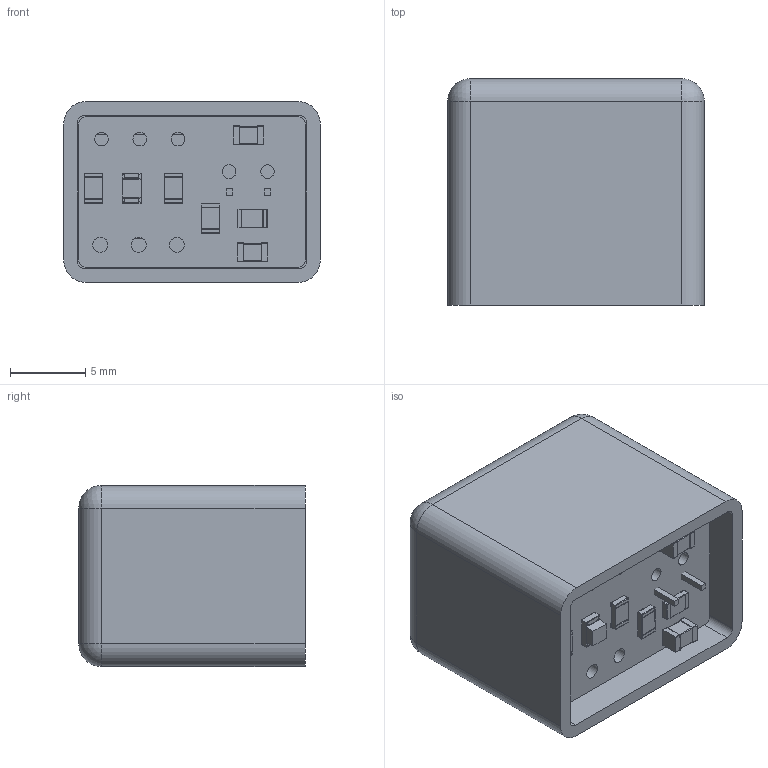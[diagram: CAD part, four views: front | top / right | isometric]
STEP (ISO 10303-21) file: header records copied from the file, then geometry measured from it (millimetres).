
FILE_DESCRIPTION(/* description */ (''),/* implementation_level */ '2;1');
FILE_NAME(/* name */ 'proxima_sensor_model.stp',/* time_stamp */ '2021-08-02T18:45:24+02:00',/* author */ ('ermoz'),/* organization */ (''),/* preprocessor_version */ 'ST-DEVELOPER v18.1',/* originating_system */ 'Autodesk Inventor 2021',/* authorisation */ '');
FILE_SCHEMA (('AUTOMOTIVE_DESIGN { 1 0 10303 214 3 1 1 }'));
Length unit declared in the file: millimetre
Products named in the file (18): proxima_sensor_model; proxima_case; proxima_kicadproxima_sensor_board; proxima_kicadCP_EIA-3216-10_Kemet-I; proxima_kicadSOLID_1; proxima_kicadSOIC-8_3.9x4.9mm_P1.27mm; proxima_kicadSOLID_2; proxima_kicadVishay_MOLD-3Pin; proxima_kicadSOLID_3; proxima_kicadR_0805_2012Metric; proxima_kicadSOLID_4; proxima_kicadLED_0805_2012Metric; proxima_kicadSOLID_5; proxima_kicadLED_D5.0mm_IRGrey; proxima_kicadSOLID_6; proxima_kicadC_0805_2012Metric; proxima_kicadSOLID_7; proxima_kicadCOMPOUND
Assembly tree (22 placements, depth 4):
  proxima_sensor_model
    proxima_case
    proxima_kicadproxima_sensor_board
      proxima_kicadCP_EIA-3216-10_Kemet-I
        proxima_kicadSOLID_1
      proxima_kicadSOIC-8_3.9x4.9mm_P1.27mm
        proxima_kicadSOLID_2
      proxima_kicadVishay_MOLD-3Pin
        proxima_kicadSOLID_3
      proxima_kicadR_0805_2012Metric  x5
        proxima_kicadSOLID_4
      proxima_kicadLED_0805_2012Metric
        proxima_kicadSOLID_5
      proxima_kicadLED_D5.0mm_IRGrey
        proxima_kicadSOLID_6
      proxima_kicadC_0805_2012Metric  x2
        proxima_kicadSOLID_7
      proxima_kicadCOMPOUND
Bounding box: 17 x 15 x 12 mm (x, y, z)
Volume: 2092.4 mm3; surface area: 2726.4 mm2
Topology: 14 solids, 14 shells, 549 faces, 1441 edges, 930 vertices
Faces by surface type: plane 393, cylinder 144, sphere 8, torus 4
Full cylindrical faces by diameter (mm): 0.6 x1, 0.9 x5, 1 x3, 4.9 x1, 5.2 x2
Entity records: 13965 total; most frequent: CARTESIAN_POINT 2270, DIRECTION 2248, ORIENTED_EDGE 2192, EDGE_CURVE 1096, LINE 858, VECTOR 858, VERTEX_POINT 706, AXIS2_PLACEMENT_3D 695
